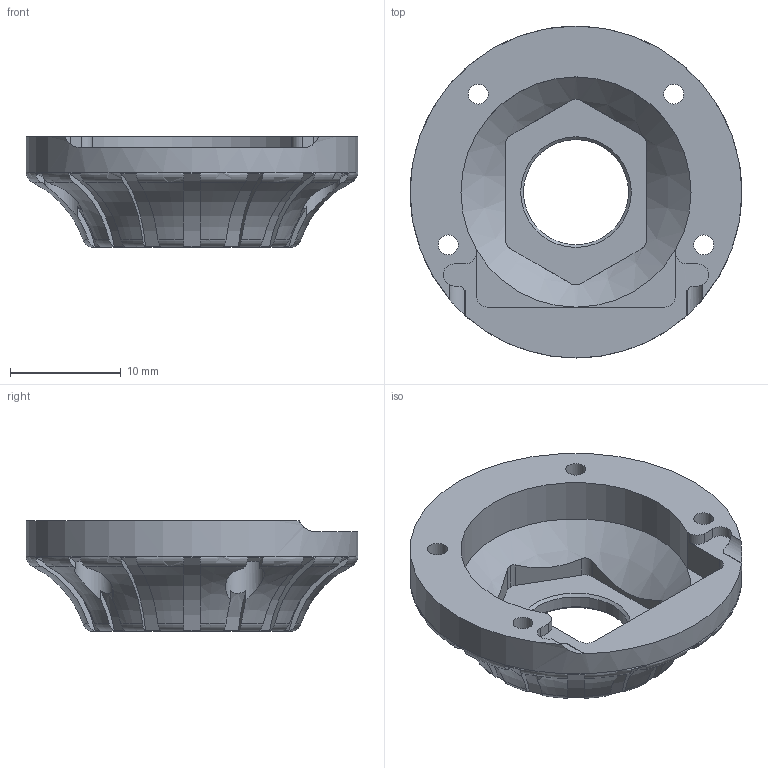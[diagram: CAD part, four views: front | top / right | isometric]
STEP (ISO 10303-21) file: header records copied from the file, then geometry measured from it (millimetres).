
FILE_DESCRIPTION(('HOOPS Exchange Step'),'2;1');
FILE_NAME('temp_export','2022-11-03T16:15:21+01:00',('mobile'),('Shapr3D Limited'),'HOOPS Exchange 2022.1','Shapr3D','Authorized');
FILE_SCHEMA( ('AUTOMOTIVE_DESIGN { 1 0 10303 214 1 1 1 1 }') );
Length unit declared in the file: millimetre
Products named in the file (3): EX-RV1K-09 TAPA CONECTOR_sch; 0. ROVER-1K_v2_RCA-3.stp; root
Assembly tree (2 placements, depth 3):
  root
    0. ROVER-1K_v2_RCA-3.stp
      EX-RV1K-09 TAPA CONECTOR_sch
Bounding box: 30 x 30 x 10 mm (x, y, z)
Volume: 2390.2 mm3; surface area: 2504 mm2
Topology: 1 solids, 1 shells, 134 faces, 402 edges, 266 vertices
Faces by surface type: plane 59, cylinder 50, torus 18, cone 7
Full cylindrical faces by diameter (mm): 1.8 x4, 3.5 x4, 9.5 x1, 30 x1
Entity records: 6339 total; most frequent: CARTESIAN_POINT 2933, ORIENTED_EDGE 804, DIRECTION 589, EDGE_CURVE 402, VERTEX_POINT 266, AXIS2_PLACEMENT_3D 252, B_SPLINE_CURVE_WITH_KNOTS 202, EDGE_LOOP 140
